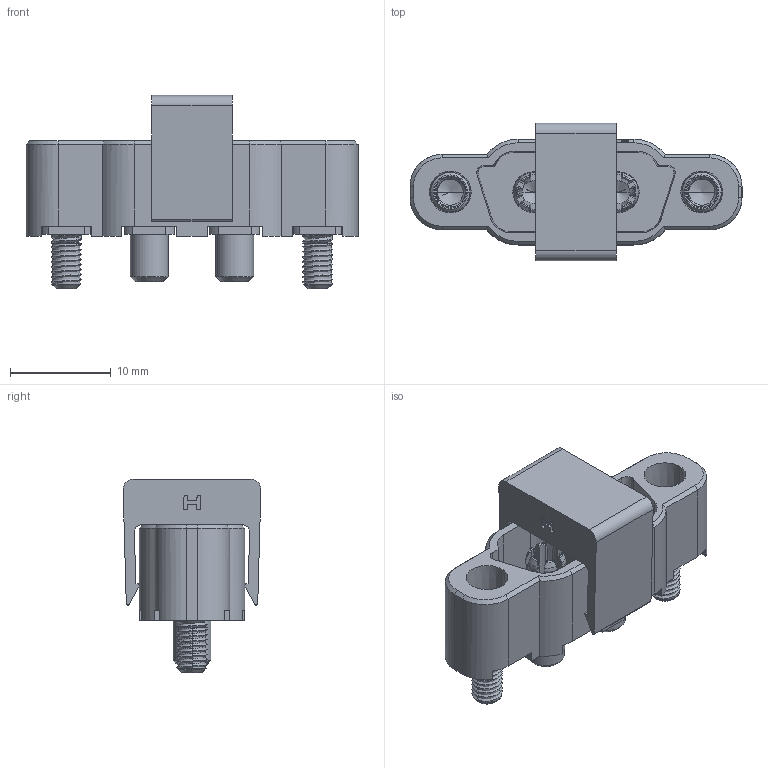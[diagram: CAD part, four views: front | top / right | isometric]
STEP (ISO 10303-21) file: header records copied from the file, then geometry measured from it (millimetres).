
FILE_DESCRIPTION((''),'2;1');
FILE_NAME('KA1-MV10205M1_ASM','2020-11-12T09:51:31',('mrudkin'),(''),'CREO PARAMETRIC BY PTC INC, 2020154','CREO PARAMETRIC BY PTC INC, 2020154','');
FILE_SCHEMA(('CONFIG_CONTROL_DESIGN','SHAPE_APPEARANCE_LAYERS_GROUPS'));
Length unit declared in the file: millimetre
Products named in the file (6): KA1-3110298; KA1-1100005; KA1-4220000; KA1-5050098A_AF2; KA1_LASER_H; KA1-MV10205M1_ASM
Assembly tree (7 placements, depth 2):
  KA1-MV10205M1_ASM
    KA1-3110298
    KA1-1100005  x2
    KA1-4220000  x2
    KA1-5050098A_AF2
    KA1_LASER_H
Bounding box: 33 x 13.69 x 19.2 mm (x, y, z)
Volume: 2426.2 mm3; surface area: 3648.3 mm2
Topology: 8 solids, 12 shells, 545 faces, 1450 edges, 932 vertices
Faces by surface type: plane 236, cone 132, bspline 96, cylinder 81
Entity records: 18547 total; most frequent: CARTESIAN_POINT 7467, ORIENTED_EDGE 1818, DIRECTION 1526, PRESENTATION_STYLE_ASSIGNMENT 921, STYLED_ITEM 921, CURVE_STYLE 913, EDGE_CURVE 913, VERTEX_POINT 591
